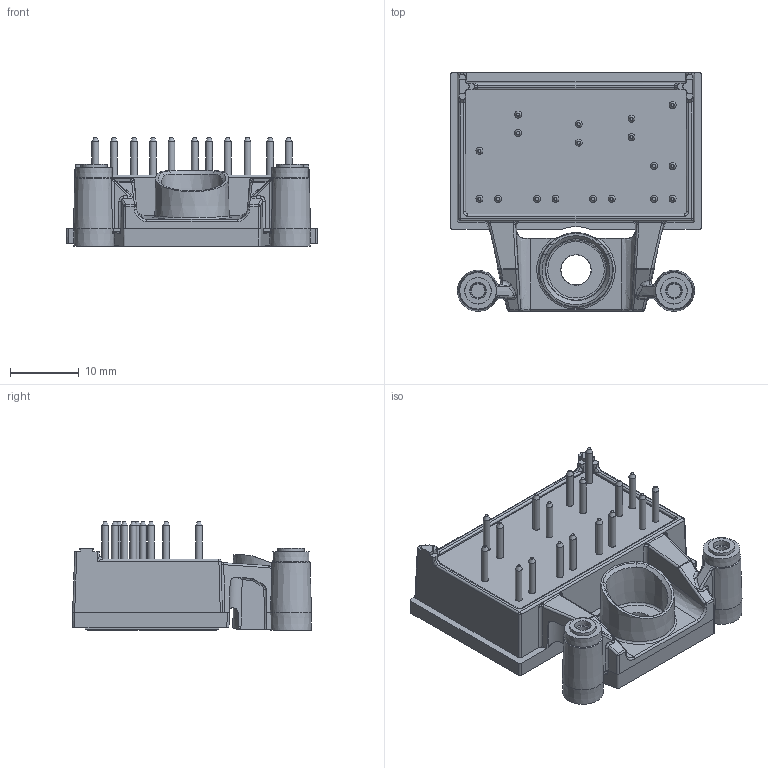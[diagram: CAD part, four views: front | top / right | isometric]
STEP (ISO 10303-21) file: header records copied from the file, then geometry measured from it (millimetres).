
FILE_DESCRIPTION(/* description */ ('Unknown'),/* implementation_level */ '2;1');
FILE_NAME(/* name */ 'Flow0B-2T12W-PH70(180)-01-OL',/* time_stamp */ '2023-05-26T16:03:25+02:00',/* author */ ('Unknown'),/* organization */ ('Unknown'),/* preprocessor_version */ 'ST-DEVELOPER v18.102',/* originating_system */ 'Solid Edge',/* authorisation */ 'Unknown');
FILE_SCHEMA (('AUTOMOTIVE_DESIGN {1 0 10303 214 3 1 1}'));
Length unit declared in the file: millimetre
Products named in the file (1): Flow0B-2T12W-PH70(180)-01-OL
Bounding box: 36.6 x 34.85 x 15.88 mm (x, y, z)
Volume: 9108.6 mm3; surface area: 5383.7 mm2
Topology: 1 solids, 1 shells, 447 faces, 1103 edges, 680 vertices
Faces by surface type: plane 174, cylinder 133, bspline 77, cone 47, sphere 10, torus 6
Full cylindrical faces by diameter (mm): 1 x18
Entity records: 17545 total; most frequent: CARTESIAN_POINT 4684, ORIENTED_EDGE 2034, DIRECTION 1870, EDGE_CURVE 1017, AXIS2_PLACEMENT_3D 712, VERTEX_POINT 667, EDGE_LOOP 546, FACE_BOUND 546
